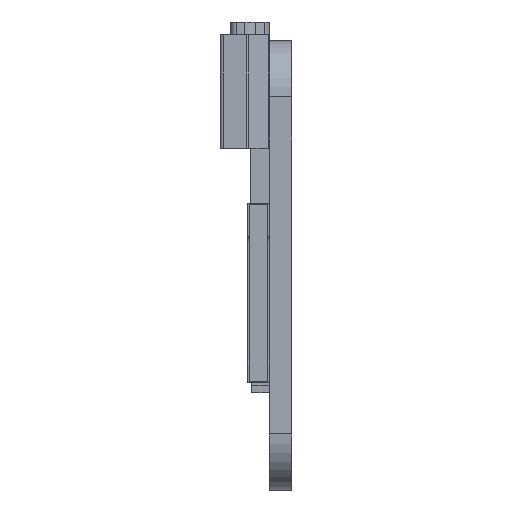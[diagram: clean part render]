
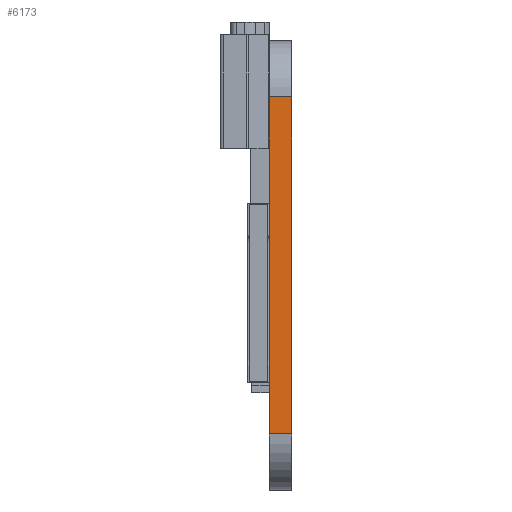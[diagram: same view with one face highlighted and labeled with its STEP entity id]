
A CAD part, left-side view. The second image highlights one B-rep face of the part: STEP entity #6173.
In plain terms, the highlighted planar face has unit normal (1, 0, 0).
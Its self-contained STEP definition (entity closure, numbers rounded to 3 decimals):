
#817 = EDGE_LOOP ( 'NONE', ( #18868, #1232, #28400, #10804 ) ) ;
#1232 = ORIENTED_EDGE ( 'NONE', *, *, #30677, .T. ) ;
#1258 = EDGE_CURVE ( 'NONE', #2935, #23174, #30885, .T. ) ;
#1285 = DIRECTION ( 'NONE',  ( 1., 0., 0. ) ) ;
#2378 = DIRECTION ( 'NONE',  ( 0., 0., -1. ) ) ;
#2865 = VECTOR ( 'NONE', #5946, 1000. ) ;
#2935 = VERTEX_POINT ( 'NONE', #22963 ) ;
#4677 = EDGE_CURVE ( 'NONE', #15058, #2935, #11381, .T. ) ;
#4831 = EDGE_CURVE ( 'NONE', #23174, #29669, #24470, .T. ) ;
#5946 = DIRECTION ( 'NONE',  ( 0., -1., 0. ) ) ;
#6173 = ADVANCED_FACE ( 'NONE', ( #15839 ), #11453, .T. ) ;
#6283 = DIRECTION ( 'NONE',  ( 0., 0., -1. ) ) ;
#8679 = CARTESIAN_POINT ( 'NONE',  ( -32.5, 0., -11.25 ) ) ;
#10804 = ORIENTED_EDGE ( 'NONE', *, *, #1258, .T. ) ;
#10907 = CARTESIAN_POINT ( 'NONE',  ( -32.5, 0., 11.25 ) ) ;
#11381 = LINE ( 'NONE', #8679, #31850 ) ;
#11453 = PLANE ( 'NONE',  #28050 ) ;
#11804 = DIRECTION ( 'NONE',  ( 0., 0., 1. ) ) ;
#15058 = VERTEX_POINT ( 'NONE', #23105 ) ;
#15795 = DIRECTION ( 'NONE',  ( 0., 1., 0. ) ) ;
#15839 = FACE_OUTER_BOUND ( 'NONE', #817, .T. ) ;
#18268 = LINE ( 'NONE', #22033, #25959 ) ;
#18868 = ORIENTED_EDGE ( 'NONE', *, *, #4831, .T. ) ;
#22033 = CARTESIAN_POINT ( 'NONE',  ( -32.5, 0., 0. ) ) ;
#22963 = CARTESIAN_POINT ( 'NONE',  ( -32.5, 1.5, -11.25 ) ) ;
#23030 = CARTESIAN_POINT ( 'NONE',  ( -32.5, 1.5, 11.25 ) ) ;
#23105 = CARTESIAN_POINT ( 'NONE',  ( -32.5, 0., -11.25 ) ) ;
#23174 = VERTEX_POINT ( 'NONE', #23030 ) ;
#24470 = LINE ( 'NONE', #10907, #2865 ) ;
#25078 = VECTOR ( 'NONE', #11804, 1000. ) ;
#25959 = VECTOR ( 'NONE', #2378, 1000. ) ;
#26131 = CARTESIAN_POINT ( 'NONE',  ( -32.5, 1.5, 0. ) ) ;
#26315 = CARTESIAN_POINT ( 'NONE',  ( -32.5, 0., 11.25 ) ) ;
#28050 = AXIS2_PLACEMENT_3D ( 'NONE', #28708, #1285, #6283 ) ;
#28400 = ORIENTED_EDGE ( 'NONE', *, *, #4677, .T. ) ;
#28708 = CARTESIAN_POINT ( 'NONE',  ( -32.5, 0., 0. ) ) ;
#29669 = VERTEX_POINT ( 'NONE', #26315 ) ;
#30677 = EDGE_CURVE ( 'NONE', #29669, #15058, #18268, .T. ) ;
#30885 = LINE ( 'NONE', #26131, #25078 ) ;
#31850 = VECTOR ( 'NONE', #15795, 1000. ) ;
